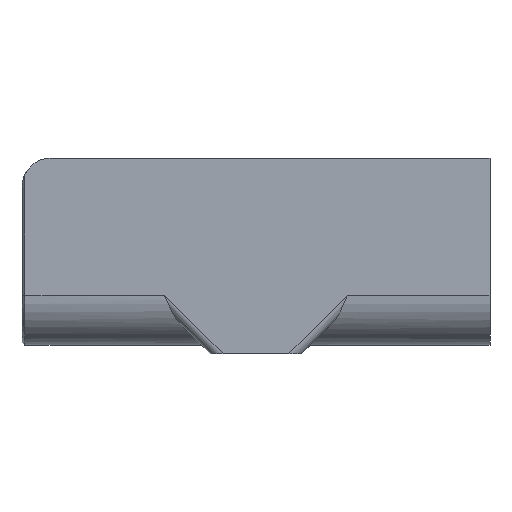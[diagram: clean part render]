
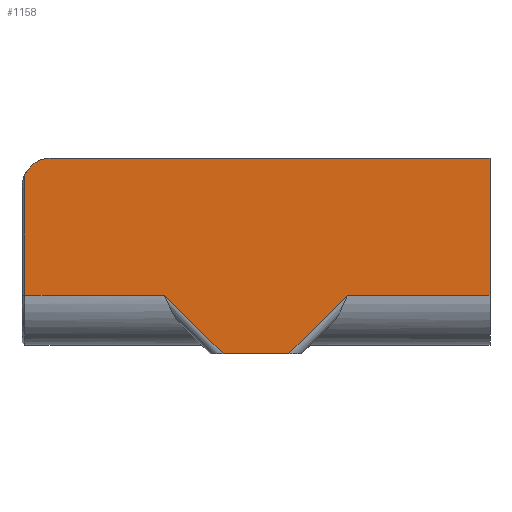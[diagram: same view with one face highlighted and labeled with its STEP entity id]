
A CAD part, front view. The second image highlights one B-rep face of the part: STEP entity #1158.
In plain terms, the highlighted planar face has unit normal (0, -1, 0).
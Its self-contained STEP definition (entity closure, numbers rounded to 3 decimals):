
#40=CIRCLE('',#1241,10.);
#77=PLANE('',#1240);
#112=FACE_OUTER_BOUND('',#179,.T.);
#179=EDGE_LOOP('',(#785,#786,#787,#788,#789,#790,#791,#792,#793));
#288=LINE('',#1655,#379);
#290=LINE('',#1670,#381);
#291=LINE('',#1672,#382);
#292=LINE('',#1674,#383);
#293=LINE('',#1676,#384);
#294=LINE('',#1678,#385);
#295=LINE('',#1680,#386);
#296=LINE('',#1683,#387);
#379=VECTOR('',#1350,10.);
#381=VECTOR('',#1354,10.);
#382=VECTOR('',#1355,10.);
#383=VECTOR('',#1356,10.);
#384=VECTOR('',#1357,10.);
#385=VECTOR('',#1358,10.);
#386=VECTOR('',#1359,10.);
#387=VECTOR('',#1362,10.);
#485=VERTEX_POINT('',#1652);
#486=VERTEX_POINT('',#1654);
#488=VERTEX_POINT('',#1669);
#489=VERTEX_POINT('',#1671);
#490=VERTEX_POINT('',#1673);
#491=VERTEX_POINT('',#1675);
#492=VERTEX_POINT('',#1677);
#493=VERTEX_POINT('',#1679);
#494=VERTEX_POINT('',#1681);
#603=EDGE_CURVE('',#485,#486,#288,.T.);
#606=EDGE_CURVE('',#486,#488,#290,.T.);
#607=EDGE_CURVE('',#485,#489,#291,.T.);
#608=EDGE_CURVE('',#490,#489,#292,.T.);
#609=EDGE_CURVE('',#491,#490,#293,.T.);
#610=EDGE_CURVE('',#492,#491,#294,.T.);
#611=EDGE_CURVE('',#493,#492,#295,.T.);
#612=EDGE_CURVE('',#494,#493,#40,.T.);
#613=EDGE_CURVE('',#488,#494,#296,.T.);
#785=ORIENTED_EDGE('',*,*,#606,.F.);
#786=ORIENTED_EDGE('',*,*,#603,.F.);
#787=ORIENTED_EDGE('',*,*,#607,.T.);
#788=ORIENTED_EDGE('',*,*,#608,.F.);
#789=ORIENTED_EDGE('',*,*,#609,.F.);
#790=ORIENTED_EDGE('',*,*,#610,.F.);
#791=ORIENTED_EDGE('',*,*,#611,.F.);
#792=ORIENTED_EDGE('',*,*,#612,.F.);
#793=ORIENTED_EDGE('',*,*,#613,.F.);
#1158=ADVANCED_FACE('',(#112),#77,.T.);
#1240=AXIS2_PLACEMENT_3D('',#1668,#1352,#1353);
#1241=AXIS2_PLACEMENT_3D('',#1682,#1360,#1361);
#1350=DIRECTION('',(-0.707,0.,0.707));
#1352=DIRECTION('center_axis',(0.,-1.,0.));
#1353=DIRECTION('ref_axis',(0.,0.,-1.));
#1354=DIRECTION('',(-1.,0.,0.));
#1355=DIRECTION('',(1.,0.,0.));
#1356=DIRECTION('',(-0.707,0.,-0.707));
#1357=DIRECTION('',(-1.,0.,0.));
#1358=DIRECTION('',(0.,0.,-1.));
#1359=DIRECTION('',(1.,0.,0.));
#1360=DIRECTION('center_axis',(0.,1.,0.));
#1361=DIRECTION('ref_axis',(-0.707,0.,0.707));
#1362=DIRECTION('',(0.,0.,1.));
#1652=CARTESIAN_POINT('',(-11.257,-17.,-43.5));
#1654=CARTESIAN_POINT('',(-31.257,-17.,-23.5));
#1655=CARTESIAN_POINT('',(-26.254,-17.,-28.504));
#1668=CARTESIAN_POINT('Origin',(0.,-17.,23.5));
#1669=CARTESIAN_POINT('',(-79.,-17.,-23.5));
#1670=CARTESIAN_POINT('',(0.,-17.,-23.5));
#1671=CARTESIAN_POINT('',(11.257,-17.,-43.5));
#1672=CARTESIAN_POINT('',(7.75,-17.,-43.5));
#1673=CARTESIAN_POINT('',(31.257,-17.,-23.5));
#1674=CARTESIAN_POINT('',(26.254,-17.,-28.504));
#1675=CARTESIAN_POINT('',(80.,-17.,-23.5));
#1676=CARTESIAN_POINT('',(0.,-17.,-23.5));
#1677=CARTESIAN_POINT('',(80.,-17.,23.5));
#1678=CARTESIAN_POINT('',(80.,-17.,7.5));
#1679=CARTESIAN_POINT('',(-70.,-17.,23.5));
#1680=CARTESIAN_POINT('',(0.,-17.,23.5));
#1681=CARTESIAN_POINT('',(-79.,-17.,17.859));
#1682=CARTESIAN_POINT('Origin',(-70.,-17.,13.5));
#1683=CARTESIAN_POINT('',(-79.,-17.,7.5));
